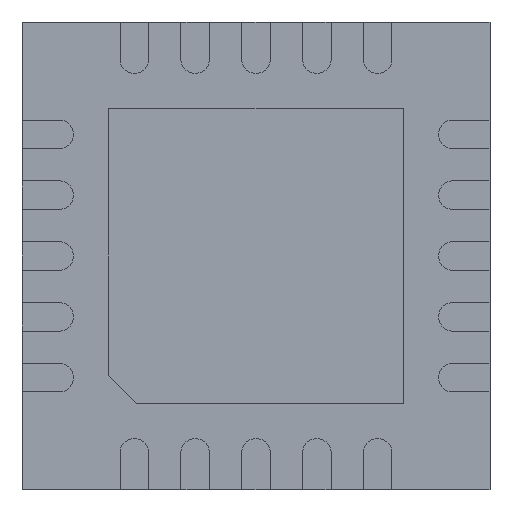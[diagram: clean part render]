
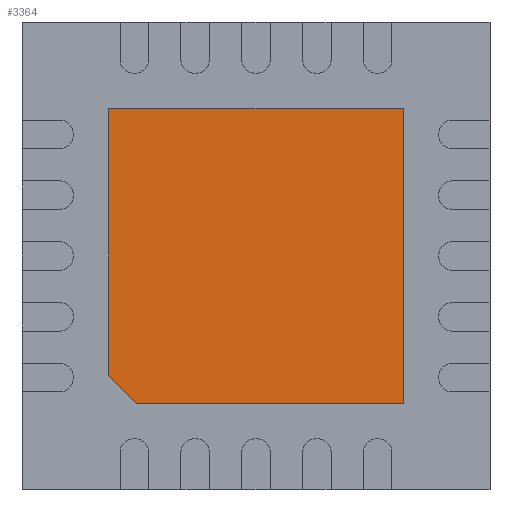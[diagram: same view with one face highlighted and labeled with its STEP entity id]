
A CAD part, front view. The second image highlights one B-rep face of the part: STEP entity #3364.
In plain terms, the highlighted planar face has unit normal (0, -1, 0).
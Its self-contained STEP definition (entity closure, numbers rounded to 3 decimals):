
#122 = VECTOR ( 'NONE', #2817, 1000. ) ;
#168 = AXIS2_PLACEMENT_3D ( 'NONE', #8507, #974, #5721 ) ;
#910 = ORIENTED_EDGE ( 'NONE', *, *, #8110, .T. ) ;
#974 = DIRECTION ( 'NONE',  ( 0., -1., 0. ) ) ;
#1185 = DIRECTION ( 'NONE',  ( 1., 0., 0. ) ) ;
#1239 = VERTEX_POINT ( 'NONE', #2287 ) ;
#1276 = VECTOR ( 'NONE', #4495, 1000. ) ;
#1784 = EDGE_CURVE ( 'NONE', #4463, #6581, #3478, .T. ) ;
#1866 = ORIENTED_EDGE ( 'NONE', *, *, #6943, .T. ) ;
#2011 = VERTEX_POINT ( 'NONE', #8611 ) ;
#2287 = CARTESIAN_POINT ( 'NONE',  ( 1.575, 0., 1.575 ) ) ;
#2397 = CARTESIAN_POINT ( 'NONE',  ( 1.575, 0., 1.575 ) ) ;
#2404 = PLANE ( 'NONE',  #168 ) ;
#2698 = CARTESIAN_POINT ( 'NONE',  ( -1.575, 0., -1.275 ) ) ;
#2817 = DIRECTION ( 'NONE',  ( 0., 0., 1. ) ) ;
#2988 = LINE ( 'NONE', #4552, #7540 ) ;
#3364 = ADVANCED_FACE ( 'NONE', ( #6436 ), #2404, .T. ) ;
#3461 = LINE ( 'NONE', #5394, #122 ) ;
#3478 = LINE ( 'NONE', #3587, #1276 ) ;
#3587 = CARTESIAN_POINT ( 'NONE',  ( -1.575, 0., -1.275 ) ) ;
#3783 = LINE ( 'NONE', #2397, #4527 ) ;
#3938 = EDGE_CURVE ( 'NONE', #1239, #4463, #3783, .T. ) ;
#4463 = VERTEX_POINT ( 'NONE', #6512 ) ;
#4495 = DIRECTION ( 'NONE',  ( 0., 0., -1. ) ) ;
#4527 = VECTOR ( 'NONE', #6541, 1000. ) ;
#4552 = CARTESIAN_POINT ( 'NONE',  ( 1.575, 0., -1.575 ) ) ;
#5394 = CARTESIAN_POINT ( 'NONE',  ( 1.575, 0., -1.575 ) ) ;
#5640 = ORIENTED_EDGE ( 'NONE', *, *, #3938, .T. ) ;
#5721 = DIRECTION ( 'NONE',  ( 0., 0., -1. ) ) ;
#5812 = VERTEX_POINT ( 'NONE', #8098 ) ;
#5873 = ORIENTED_EDGE ( 'NONE', *, *, #1784, .T. ) ;
#6298 = CARTESIAN_POINT ( 'NONE',  ( -1.275, 0., -1.575 ) ) ;
#6436 = FACE_OUTER_BOUND ( 'NONE', #7774, .T. ) ;
#6512 = CARTESIAN_POINT ( 'NONE',  ( -1.575, 0., 1.575 ) ) ;
#6541 = DIRECTION ( 'NONE',  ( -1., 0., 0. ) ) ;
#6565 = ORIENTED_EDGE ( 'NONE', *, *, #7665, .T. ) ;
#6581 = VERTEX_POINT ( 'NONE', #2698 ) ;
#6867 = VECTOR ( 'NONE', #7589, 1000. ) ;
#6943 = EDGE_CURVE ( 'NONE', #6581, #2011, #8640, .T. ) ;
#7540 = VECTOR ( 'NONE', #1185, 1000. ) ;
#7589 = DIRECTION ( 'NONE',  ( 0.707, 0., -0.707 ) ) ;
#7665 = EDGE_CURVE ( 'NONE', #5812, #1239, #3461, .T. ) ;
#7774 = EDGE_LOOP ( 'NONE', ( #5873, #1866, #910, #6565, #5640 ) ) ;
#8098 = CARTESIAN_POINT ( 'NONE',  ( 1.575, 0., -1.575 ) ) ;
#8110 = EDGE_CURVE ( 'NONE', #2011, #5812, #2988, .T. ) ;
#8507 = CARTESIAN_POINT ( 'NONE',  ( 0., 0., 0. ) ) ;
#8611 = CARTESIAN_POINT ( 'NONE',  ( -1.275, 0., -1.575 ) ) ;
#8640 = LINE ( 'NONE', #6298, #6867 ) ;
